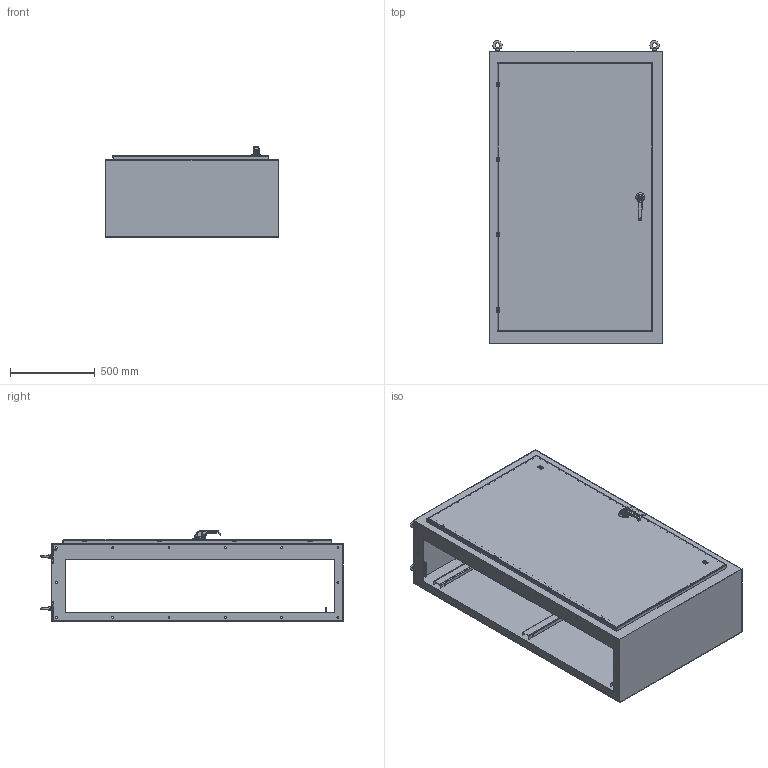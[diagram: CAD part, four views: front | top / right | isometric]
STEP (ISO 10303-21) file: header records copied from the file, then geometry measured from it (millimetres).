
FILE_DESCRIPTION (( 'STEP AP214' ), '1' );
FILE_NAME ('SCE-N68C4018.STEP', '2024-04-09T19:13:42', ( '' ), ( '' ), 'SwSTEP 2.0', 'SolidWorks 2023', '' );
FILE_SCHEMA (( 'AUTOMOTIVE_DESIGN' ));
Length unit declared in the file: inch
Products named in the file (1): SCE-N68C4018
Bounding box: 1022.35 x 1788.57 x 534.37 mm (x, y, z)
Volume: 15637875.4 mm3; surface area: 11685826 mm2
Topology: 55 solids, 55 shells, 5223 faces, 13595 edges, 8460 vertices
Faces by surface type: cylinder 1988, plane 1985, bspline 961, cone 187, torus 81, sphere 21
Full cylindrical faces by diameter (mm): 5.5 x1, 9.525 x4, 11.112 x4, 11.113 x20, 14.9 x2, 15.9 x1, 16 x1, 18.54 x4, 22.8 x2, 25.4 x4, 27 x1
Entity records: 251187 total; most frequent: CARTESIAN_POINT 132052, ORIENTED_EDGE 27004, DIRECTION 22041, EDGE_CURVE 13502, VERTEX_POINT 8438, AXIS2_PLACEMENT_3D 7984, LINE 6073, VECTOR 6073
